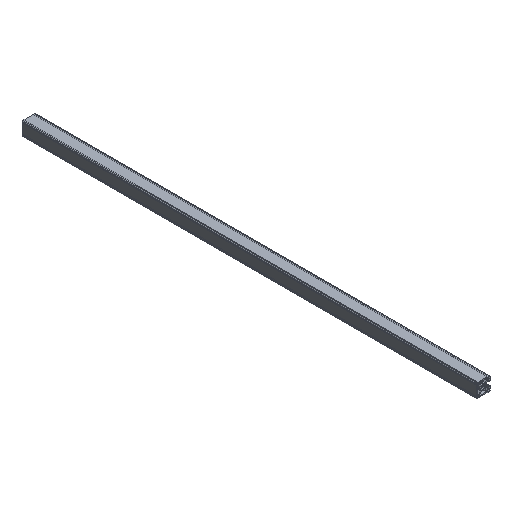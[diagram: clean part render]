
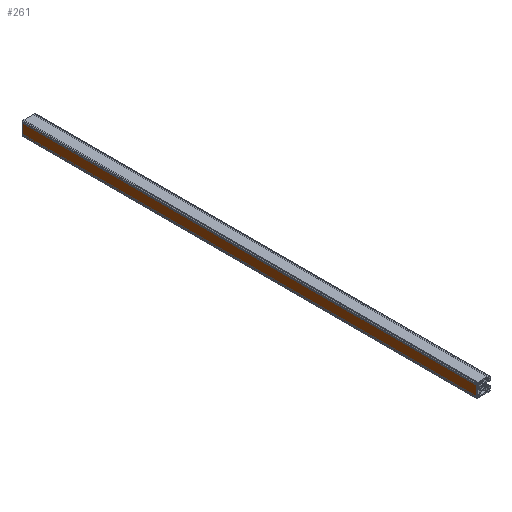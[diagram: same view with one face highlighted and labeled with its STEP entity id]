
A CAD part, isometric view. The second image highlights one B-rep face of the part: STEP entity #261.
In plain terms, the highlighted planar face has unit normal (-1, 0, 0).
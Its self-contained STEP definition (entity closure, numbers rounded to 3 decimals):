
#261=ADVANCED_FACE('',(#504),#505,.F.);
#504=FACE_OUTER_BOUND('',#756,.T.);
#505=PLANE('',#757);
#756=EDGE_LOOP('',(#1756,#1757,#1758,#1759));
#757=AXIS2_PLACEMENT_3D('',#1760,#1761,#1762);
#1756=ORIENTED_EDGE('',*,*,#2124,.F.);
#1757=ORIENTED_EDGE('',*,*,#2165,.F.);
#1758=ORIENTED_EDGE('',*,*,#1929,.F.);
#1759=ORIENTED_EDGE('',*,*,#2164,.T.);
#1760=CARTESIAN_POINT('',(-15.,3500.0,0.));
#1761=DIRECTION('',(1.0,0.,0.));
#1762=DIRECTION('',(0.,0.,-1.0));
#1929=EDGE_CURVE('',#2379,#2381,#2382,.T.);
#2124=EDGE_CURVE('',#2683,#2685,#2686,.T.);
#2164=EDGE_CURVE('',#2379,#2685,#2744,.T.);
#2165=EDGE_CURVE('',#2381,#2683,#2745,.T.);
#2379=VERTEX_POINT('',#3024);
#2381=VERTEX_POINT('',#3026);
#2382=LINE('',#3027,#3028);
#2683=VERTEX_POINT('',#3480);
#2685=VERTEX_POINT('',#3482);
#2686=LINE('',#3483,#3484);
#2744=LINE('',#3574,#3575);
#2745=LINE('',#3576,#3577);
#3024=CARTESIAN_POINT('',(-15.0,1000.0,-13.));
#3026=CARTESIAN_POINT('',(-15.0,1000.0,13.));
#3027=CARTESIAN_POINT('',(-15.0,1000.0,0.));
#3028=VECTOR('',#3773,1.0);
#3480=CARTESIAN_POINT('',(-15.0,0.0,13.));
#3482=CARTESIAN_POINT('',(-15.0,0.0,-13.));
#3483=CARTESIAN_POINT('',(-15.0,0.0,0.));
#3484=VECTOR('',#4054,1.0);
#3574=CARTESIAN_POINT('',(-15.,3500.0,-13.));
#3575=VECTOR('',#4108,1.0);
#3576=CARTESIAN_POINT('',(-15.,3500.0,13.));
#3577=VECTOR('',#4109,1.0);
#3773=DIRECTION('',(0.,0.,1.0));
#4054=DIRECTION('',(0.,0.,-1.0));
#4108=DIRECTION('',(0.,-1.0,0.0));
#4109=DIRECTION('',(0.,-1.0,0.0));
